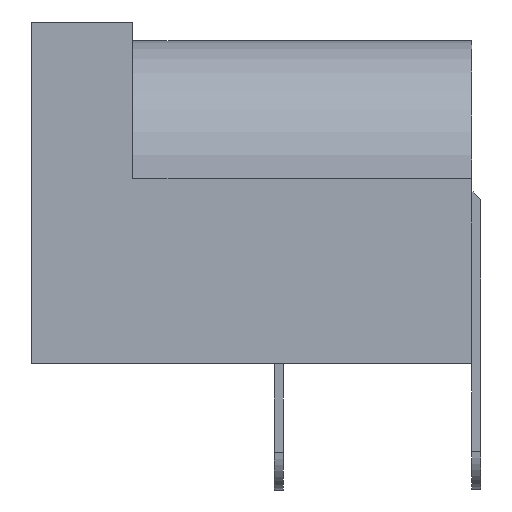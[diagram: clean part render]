
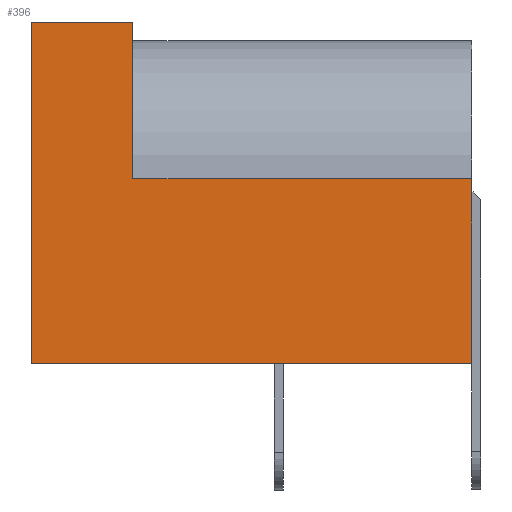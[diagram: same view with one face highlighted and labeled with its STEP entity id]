
A CAD part, left-side view. The second image highlights one B-rep face of the part: STEP entity #396.
In plain terms, the highlighted planar face has unit normal (-1, 0, 0).
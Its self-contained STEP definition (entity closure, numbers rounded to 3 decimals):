
#147 = VERTEX_POINT('',#148);
#148 = CARTESIAN_POINT('',(-4.5,0.,0.));
#156 = EDGE_CURVE('',#147,#157,#159,.T.);
#157 = VERTEX_POINT('',#158);
#158 = CARTESIAN_POINT('',(-4.5,14.05,0.));
#159 = LINE('',#160,#161);
#160 = CARTESIAN_POINT('',(-4.5,10.8,0.));
#161 = VECTOR('',#162,1.);
#162 = DIRECTION('',(0.,1.,0.));
#328 = EDGE_CURVE('',#147,#329,#331,.T.);
#329 = VERTEX_POINT('',#330);
#330 = CARTESIAN_POINT('',(-4.5,0.,5.9));
#331 = LINE('',#332,#333);
#332 = CARTESIAN_POINT('',(-4.5,0.,0.));
#333 = VECTOR('',#334,1.);
#334 = DIRECTION('',(0.,0.,1.));
#396 = ADVANCED_FACE('',(#397),#431,.T.);
#397 = FACE_BOUND('',#398,.T.);
#398 = EDGE_LOOP('',(#399,#400,#408,#416,#424,#430));
#399 = ORIENTED_EDGE('',*,*,#328,.T.);
#400 = ORIENTED_EDGE('',*,*,#401,.F.);
#401 = EDGE_CURVE('',#402,#329,#404,.T.);
#402 = VERTEX_POINT('',#403);
#403 = CARTESIAN_POINT('',(-4.5,10.8,5.9));
#404 = LINE('',#405,#406);
#405 = CARTESIAN_POINT('',(-4.5,10.8,5.9));
#406 = VECTOR('',#407,1.);
#407 = DIRECTION('',(0.,-1.,0.));
#408 = ORIENTED_EDGE('',*,*,#409,.T.);
#409 = EDGE_CURVE('',#402,#410,#412,.T.);
#410 = VERTEX_POINT('',#411);
#411 = CARTESIAN_POINT('',(-4.5,10.8,10.9));
#412 = LINE('',#413,#414);
#413 = CARTESIAN_POINT('',(-4.5,10.8,0.));
#414 = VECTOR('',#415,1.);
#415 = DIRECTION('',(0.,0.,1.));
#416 = ORIENTED_EDGE('',*,*,#417,.T.);
#417 = EDGE_CURVE('',#410,#418,#420,.T.);
#418 = VERTEX_POINT('',#419);
#419 = CARTESIAN_POINT('',(-4.5,14.05,10.9));
#420 = LINE('',#421,#422);
#421 = CARTESIAN_POINT('',(-4.5,10.8,10.9));
#422 = VECTOR('',#423,1.);
#423 = DIRECTION('',(0.,1.,0.));
#424 = ORIENTED_EDGE('',*,*,#425,.F.);
#425 = EDGE_CURVE('',#157,#418,#426,.T.);
#426 = LINE('',#427,#428);
#427 = CARTESIAN_POINT('',(-4.5,14.05,0.));
#428 = VECTOR('',#429,1.);
#429 = DIRECTION('',(0.,0.,1.));
#430 = ORIENTED_EDGE('',*,*,#156,.F.);
#431 = PLANE('',#432);
#432 = AXIS2_PLACEMENT_3D('',#433,#434,#435);
#433 = CARTESIAN_POINT('',(-4.5,8.107,4.368));
#434 = DIRECTION('',(-1.,0.,0.));
#435 = DIRECTION('',(0.,0.,-1.));
